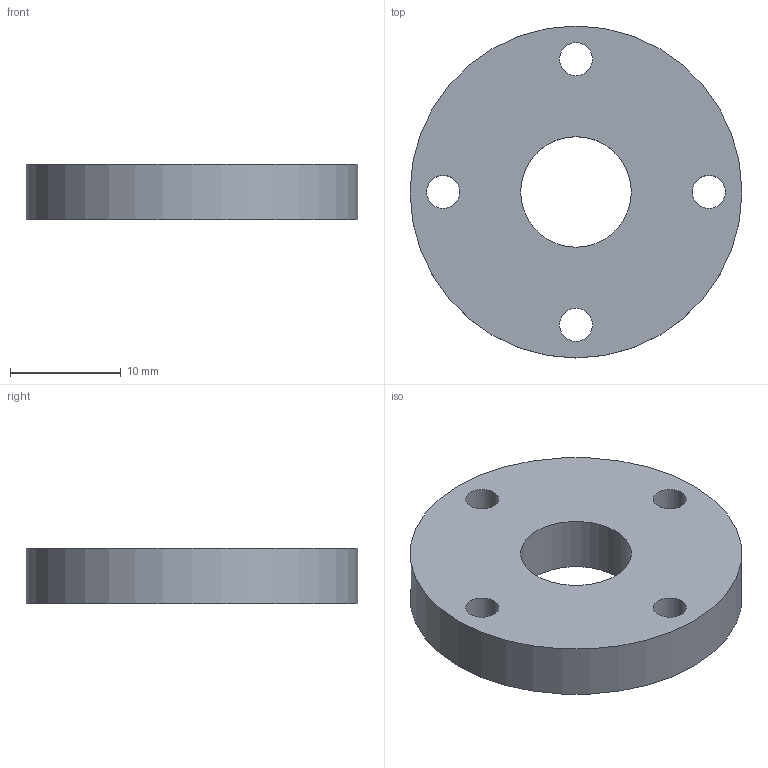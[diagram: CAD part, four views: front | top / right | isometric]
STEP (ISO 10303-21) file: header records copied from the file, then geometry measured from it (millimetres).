
FILE_DESCRIPTION(('Zoo Text-to-CAD'),'1');
FILE_NAME('Zoo Text-to-CAD model','2024-08-19T14:52:45',('Author'),('Zoo'),'Zoo Text-to-CAD','text-to-cad.zoo.dev','Unknown');
FILE_SCHEMA(('AUTOMOTIVE_DESIGN { 1 0 10303 214 1 1 1 1 }'));
Length unit declared in the file: millimetre
Products named in the file (1): Zoo Text-to-CAD
Bounding box: 30 x 30 x 5 mm (x, y, z)
Volume: 3000.2 mm3; surface area: 2016.9 mm2
Topology: 1 solids, 1 shells, 8 faces, 18 edges, 12 vertices
Faces by surface type: cylinder 6, plane 2
Full cylindrical faces by diameter (mm): 3 x4, 10 x1, 30 x1
Entity records: 528 total; most frequent: CARTESIAN_POINT 135, DIRECTION 74, ORIENTED_EDGE 36, PCURVE 36, DEFINITIONAL_REPRESENTATION 36, LINE 30, VECTOR 30, AXIS2_PLACEMENT_3D 21
